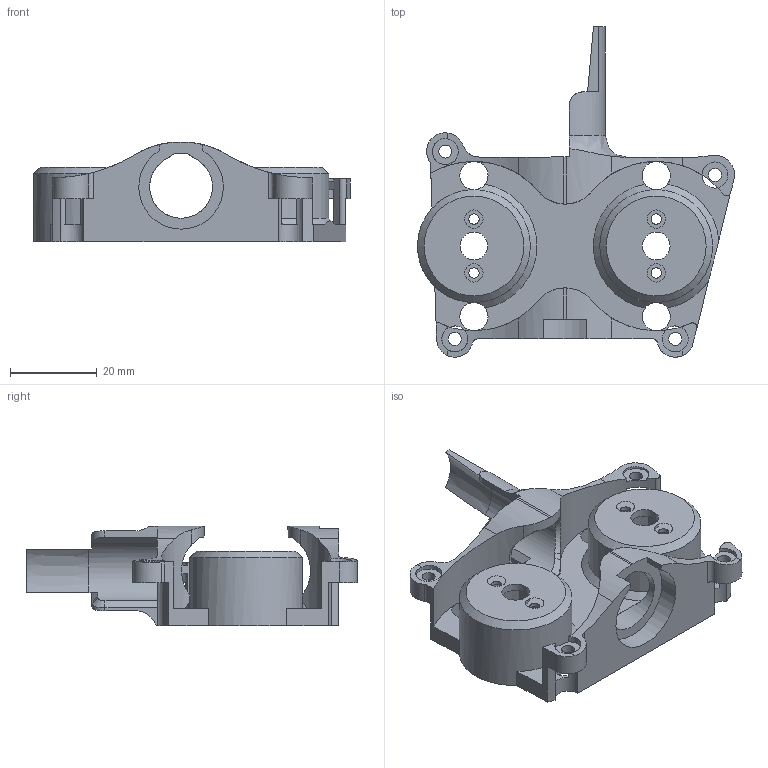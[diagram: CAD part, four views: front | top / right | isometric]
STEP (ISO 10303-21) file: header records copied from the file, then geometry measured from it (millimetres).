
FILE_DESCRIPTION(/* description */ (''),/* implementation_level */ '2;1');
FILE_NAME(/* name */ 'JYNER 42.0mm v4.0.step',/* time_stamp */ '2024-09-09T23:56:16-07:00',/* author */ (''),/* organization */ (''),/* preprocessor_version */ 'ST-DEVELOPER v20',/* originating_system */ 'Autodesk Translation Framework v13.14.0.145',/* authorisation */ '');
FILE_SCHEMA (('AUTOMOTIVE_DESIGN { 1 0 10303 214 3 1 1 }'));
Length unit declared in the file: millimetre
Products named in the file (1): JYNER
Bounding box: 73.03 x 76.1 x 23 mm (x, y, z)
Volume: 20530.4 mm3; surface area: 15691.7 mm2
Topology: 1 solids, 1 shells, 519 faces, 1495 edges, 985 vertices
Faces by surface type: bspline 297, plane 133, cylinder 73, cone 16
Full cylindrical faces by diameter (mm): 2.4 x4, 3 x4, 6 x5, 6.4 x2, 6.5 x4, 26 x2
Entity records: 21933 total; most frequent: CARTESIAN_POINT 10289, ORIENTED_EDGE 2990, EDGE_CURVE 1495, DIRECTION 1441, VERTEX_POINT 985, B_SPLINE_CURVE_WITH_KNOTS 665, LINE 647, VECTOR 647
